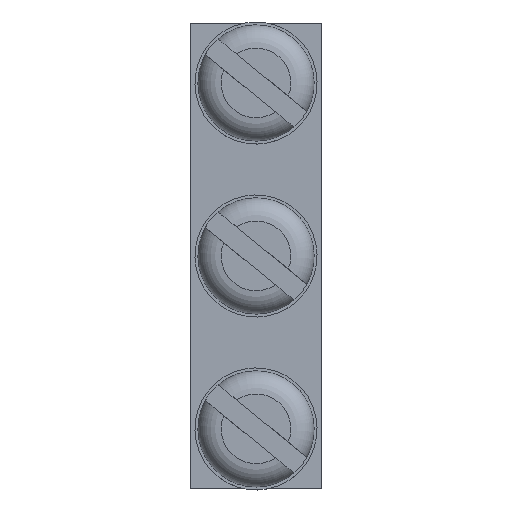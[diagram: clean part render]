
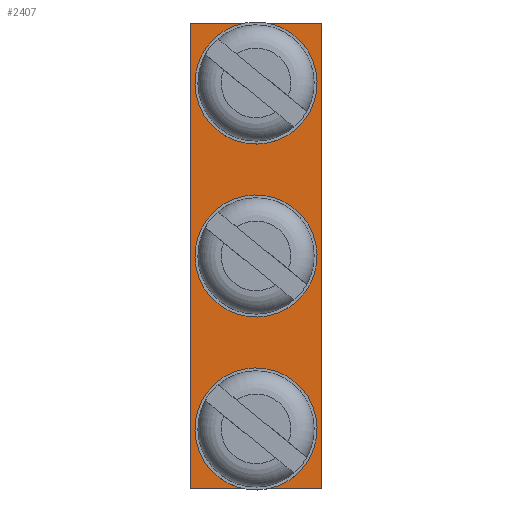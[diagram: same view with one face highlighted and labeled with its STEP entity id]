
A CAD part, top view. The second image highlights one B-rep face of the part: STEP entity #2407.
In plain terms, the highlighted planar face has unit normal (0, 0, 1).
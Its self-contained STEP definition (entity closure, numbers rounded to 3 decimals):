
#20 = AXIS2_PLACEMENT_3D ( 'NONE', #1793, #1528, #1048 ) ;
#78 = EDGE_CURVE ( 'NONE', #1383, #896, #3088, .T. ) ;
#111 = ORIENTED_EDGE ( 'NONE', *, *, #1327, .F. ) ;
#113 = VECTOR ( 'NONE', #2849, 1000. ) ;
#152 = DIRECTION ( 'NONE',  ( 1., 0., 0. ) ) ;
#394 = VERTEX_POINT ( 'NONE', #2297 ) ;
#454 = CARTESIAN_POINT ( 'NONE',  ( -3.794, -6.208, 16.6 ) ) ;
#580 = VECTOR ( 'NONE', #152, 1000. ) ;
#582 = CIRCLE ( 'NONE', #2358, 1.25 ) ;
#594 = DIRECTION ( 'NONE',  ( 1., 0., 0. ) ) ;
#628 = LINE ( 'NONE', #2326, #580 ) ;
#641 = DIRECTION ( 'NONE',  ( 0., 0., 1. ) ) ;
#800 = FACE_BOUND ( 'NONE', #1023, .T. ) ;
#844 = DIRECTION ( 'NONE',  ( 0., -1., 0. ) ) ;
#848 = ORIENTED_EDGE ( 'NONE', *, *, #1986, .F. ) ;
#881 = VERTEX_POINT ( 'NONE', #2859 ) ;
#896 = VERTEX_POINT ( 'NONE', #1399 ) ;
#901 = CARTESIAN_POINT ( 'NONE',  ( -7.294, 7.742, 16.6 ) ) ;
#906 = EDGE_CURVE ( 'NONE', #896, #881, #2686, .T. ) ;
#927 = CIRCLE ( 'NONE', #1538, 1.25 ) ;
#943 = ORIENTED_EDGE ( 'NONE', *, *, #1775, .F. ) ;
#1000 = DIRECTION ( 'NONE',  ( 1., 0., 0. ) ) ;
#1022 = DIRECTION ( 'NONE',  ( 0., 0., -1. ) ) ;
#1023 = EDGE_LOOP ( 'NONE', ( #848 ) ) ;
#1036 = VECTOR ( 'NONE', #844, 1000. ) ;
#1048 = DIRECTION ( 'NONE',  ( 1., 0., 0. ) ) ;
#1066 = EDGE_CURVE ( 'NONE', #394, #394, #927, .T. ) ;
#1164 = CARTESIAN_POINT ( 'NONE',  ( -3.794, -0.258, 16.6 ) ) ;
#1192 = CIRCLE ( 'NONE', #20, 1.25 ) ;
#1327 = EDGE_CURVE ( 'NONE', #2207, #881, #2295, .T. ) ;
#1383 = VERTEX_POINT ( 'NONE', #2017 ) ;
#1399 = CARTESIAN_POINT ( 'NONE',  ( -7.294, -8.258, 16.6 ) ) ;
#1528 = DIRECTION ( 'NONE',  ( 0., 0., 1. ) ) ;
#1538 = AXIS2_PLACEMENT_3D ( 'NONE', #3021, #1824, #594 ) ;
#1775 = EDGE_CURVE ( 'NONE', #1383, #2207, #628, .T. ) ;
#1793 = CARTESIAN_POINT ( 'NONE',  ( -5.044, -6.208, 16.6 ) ) ;
#1813 = CARTESIAN_POINT ( 'NONE',  ( -5.044, -0.258, 16.6 ) ) ;
#1824 = DIRECTION ( 'NONE',  ( 0., 0., 1. ) ) ;
#1870 = ORIENTED_EDGE ( 'NONE', *, *, #78, .T. ) ;
#1879 = VERTEX_POINT ( 'NONE', #454 ) ;
#1970 = FACE_BOUND ( 'NONE', #2483, .T. ) ;
#1986 = EDGE_CURVE ( 'NONE', #2866, #2866, #582, .T. ) ;
#2007 = CARTESIAN_POINT ( 'NONE',  ( -7.294, 7.742, 16.6 ) ) ;
#2017 = CARTESIAN_POINT ( 'NONE',  ( -7.294, 7.742, 16.6 ) ) ;
#2049 = CARTESIAN_POINT ( 'NONE',  ( -2.794, 7.742, 16.6 ) ) ;
#2064 = ORIENTED_EDGE ( 'NONE', *, *, #1066, .F. ) ;
#2134 = VECTOR ( 'NONE', #1000, 1000. ) ;
#2175 = CARTESIAN_POINT ( 'NONE',  ( -7.294, -8.258, 16.6 ) ) ;
#2207 = VERTEX_POINT ( 'NONE', #2355 ) ;
#2277 = ORIENTED_EDGE ( 'NONE', *, *, #906, .T. ) ;
#2295 = LINE ( 'NONE', #2049, #1036 ) ;
#2297 = CARTESIAN_POINT ( 'NONE',  ( -3.794, 5.692, 16.6 ) ) ;
#2320 = ORIENTED_EDGE ( 'NONE', *, *, #2842, .F. ) ;
#2326 = CARTESIAN_POINT ( 'NONE',  ( -7.294, 7.742, 16.6 ) ) ;
#2355 = CARTESIAN_POINT ( 'NONE',  ( -2.794, 7.742, 16.6 ) ) ;
#2358 = AXIS2_PLACEMENT_3D ( 'NONE', #1813, #641, #2804 ) ;
#2407 = ADVANCED_FACE ( 'NONE', ( #1970, #800, #2710, #2965 ), #2468, .F. ) ;
#2468 = PLANE ( 'NONE',  #2521 ) ;
#2483 = EDGE_LOOP ( 'NONE', ( #2064 ) ) ;
#2486 = DIRECTION ( 'NONE',  ( -1., 0., 0. ) ) ;
#2502 = EDGE_LOOP ( 'NONE', ( #2277, #111, #943, #1870 ) ) ;
#2521 = AXIS2_PLACEMENT_3D ( 'NONE', #2007, #1022, #2486 ) ;
#2614 = EDGE_LOOP ( 'NONE', ( #2320 ) ) ;
#2686 = LINE ( 'NONE', #2175, #2134 ) ;
#2710 = FACE_BOUND ( 'NONE', #2614, .T. ) ;
#2804 = DIRECTION ( 'NONE',  ( 1., 0., 0. ) ) ;
#2842 = EDGE_CURVE ( 'NONE', #1879, #1879, #1192, .T. ) ;
#2849 = DIRECTION ( 'NONE',  ( 0., -1., 0. ) ) ;
#2859 = CARTESIAN_POINT ( 'NONE',  ( -2.794, -8.258, 16.6 ) ) ;
#2866 = VERTEX_POINT ( 'NONE', #1164 ) ;
#2965 = FACE_OUTER_BOUND ( 'NONE', #2502, .T. ) ;
#3021 = CARTESIAN_POINT ( 'NONE',  ( -5.044, 5.692, 16.6 ) ) ;
#3088 = LINE ( 'NONE', #901, #113 ) ;
